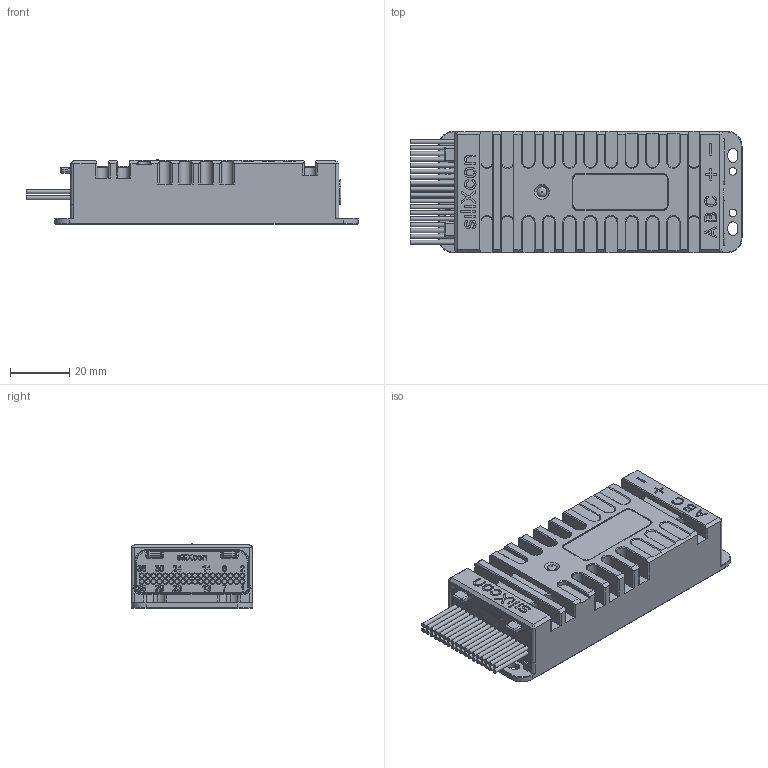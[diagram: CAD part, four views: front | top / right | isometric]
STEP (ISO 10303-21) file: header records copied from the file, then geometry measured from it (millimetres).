
FILE_DESCRIPTION(/* description */ (''),/* implementation_level */ '2;1');
FILE_NAME(/* name */ 'esc5-ax1 assembly - public v7.step',/* time_stamp */ '2022-04-26T14:21:26+02:00',/* author */ (''),/* organization */ (''),/* preprocessor_version */ 'ST-DEVELOPER v18.1',/* originating_system */ 'Autodesk Translation Framework v10.14.0.1471',/* authorisation */ '');
FILE_SCHEMA (('AUTOMOTIVE_DESIGN { 1 0 10303 214 3 1 1 }'));
Products named in the file (5): esc5-ax1 assembly - public; Molex_connector-5016463600 v2; Signal_wires; AX_signal_sealing; AX controller
Assembly tree (4 placements, depth 3):
  esc5-ax1 assembly - public
    Molex_connector-5016463600 v2
      Signal_wires
    AX_signal_sealing
    AX controller
Bounding box: 112.13 x 41 x 21.8 mm (x, y, z)
Volume: 72410.9 mm3; surface area: 30369.3 mm2
Topology: 40 solids, 50 shells, 3837 faces, 9815 edges, 6324 vertices
Faces by surface type: plane 1931, bspline 764, cylinder 589, torus 431, cone 93, sphere 29
Full cylindrical faces by diameter (mm): 1.1 x72, 1.4 x144, 1.7 x3, 2.529 x4, 2.8 x1, 3 x1, 3.6 x3, 3.9 x2, 4.3 x2
Entity records: 125819 total; most frequent: CARTESIAN_POINT 36275, ORIENTED_EDGE 19594, DIRECTION 16668, EDGE_CURVE 9797, VERTEX_POINT 6324, LINE 5740, VECTOR 5740, AXIS2_PLACEMENT_3D 5464
